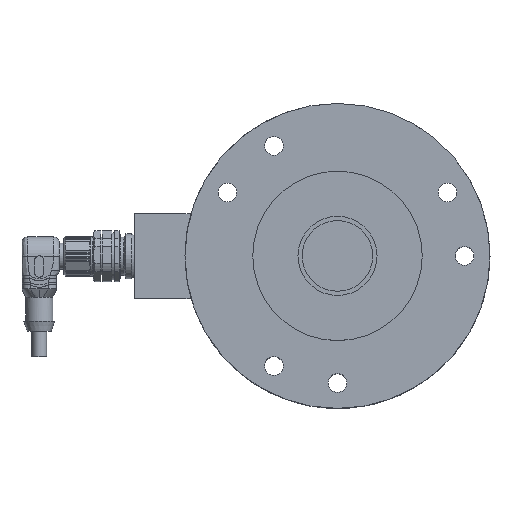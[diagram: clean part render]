
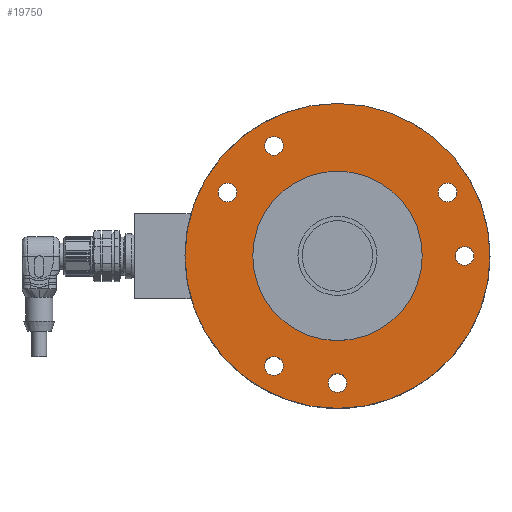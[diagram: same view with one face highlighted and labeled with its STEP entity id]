
A CAD part, top view. The second image highlights one B-rep face of the part: STEP entity #19750.
In plain terms, the highlighted planar face has unit normal (0, 0, 1).
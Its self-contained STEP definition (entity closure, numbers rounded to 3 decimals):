
#115 = EDGE_CURVE ( 'NONE', #13618, #13618, #11639, .T. ) ;
#210 = DIRECTION ( 'NONE',  ( 0., 1., 0. ) ) ;
#219 = DIRECTION ( 'NONE',  ( 0., -1., 0. ) ) ;
#1027 = AXIS2_PLACEMENT_3D ( 'NONE', #5800, #13736, #210 ) ;
#1147 = CARTESIAN_POINT ( 'NONE',  ( -38.971, 22.5, 4.25 ) ) ;
#1954 = CARTESIAN_POINT ( 'NONE',  ( 0., -45., 4.25 ) ) ;
#2011 = VERTEX_POINT ( 'NONE', #5241 ) ;
#2133 = CIRCLE ( 'NONE', #5297, 3.3 ) ;
#2232 = CARTESIAN_POINT ( 'NONE',  ( 0., 54., 4.25 ) ) ;
#3286 = AXIS2_PLACEMENT_3D ( 'NONE', #24016, #3315, #11269 ) ;
#3315 = DIRECTION ( 'NONE',  ( 0., 0., -1. ) ) ;
#4774 = EDGE_LOOP ( 'NONE', ( #16017 ) ) ;
#5241 = CARTESIAN_POINT ( 'NONE',  ( 45., -3.3, 4.25 ) ) ;
#5297 = AXIS2_PLACEMENT_3D ( 'NONE', #22454, #11562, #5468 ) ;
#5455 = VERTEX_POINT ( 'NONE', #9423 ) ;
#5468 = DIRECTION ( 'NONE',  ( 0., -1., 0. ) ) ;
#5759 = FACE_BOUND ( 'NONE', #22498, .T. ) ;
#5800 = CARTESIAN_POINT ( 'NONE',  ( 0., 0., 4.25 ) ) ;
#5876 = FACE_BOUND ( 'NONE', #11806, .T. ) ;
#6193 = EDGE_LOOP ( 'NONE', ( #14299 ) ) ;
#6292 = CIRCLE ( 'NONE', #18175, 3.3 ) ;
#6349 = CARTESIAN_POINT ( 'NONE',  ( 0., 30., 4.25 ) ) ;
#6703 = CIRCLE ( 'NONE', #16630, 3.3 ) ;
#7073 = EDGE_LOOP ( 'NONE', ( #12816 ) ) ;
#7491 = FACE_BOUND ( 'NONE', #4774, .T. ) ;
#7751 = EDGE_CURVE ( 'NONE', #2011, #2011, #6703, .T. ) ;
#8062 = VERTEX_POINT ( 'NONE', #2232 ) ;
#8264 = AXIS2_PLACEMENT_3D ( 'NONE', #20322, #16488, #10906 ) ;
#8301 = ORIENTED_EDGE ( 'NONE', *, *, #7751, .T. ) ;
#8663 = AXIS2_PLACEMENT_3D ( 'NONE', #9735, #11727, #14946 ) ;
#8799 = EDGE_LOOP ( 'NONE', ( #9888 ) ) ;
#9177 = CARTESIAN_POINT ( 'NONE',  ( -22.5, 35.671, 4.25 ) ) ;
#9210 = AXIS2_PLACEMENT_3D ( 'NONE', #1954, #20678, #219 ) ;
#9423 = CARTESIAN_POINT ( 'NONE',  ( 0., -48.3, 4.25 ) ) ;
#9735 = CARTESIAN_POINT ( 'NONE',  ( 0., 0., 4.25 ) ) ;
#9888 = ORIENTED_EDGE ( 'NONE', *, *, #19958, .T. ) ;
#9949 = ORIENTED_EDGE ( 'NONE', *, *, #11284, .F. ) ;
#10263 = DIRECTION ( 'NONE',  ( 0., -1., 0. ) ) ;
#10906 = DIRECTION ( 'NONE',  ( 0., -1., 0. ) ) ;
#11269 = DIRECTION ( 'NONE',  ( 0., -1., 0. ) ) ;
#11284 = EDGE_CURVE ( 'NONE', #13673, #13673, #12241, .T. ) ;
#11562 = DIRECTION ( 'NONE',  ( 0., 0., -1. ) ) ;
#11574 = EDGE_CURVE ( 'NONE', #17639, #17639, #6292, .T. ) ;
#11639 = CIRCLE ( 'NONE', #3286, 3.3 ) ;
#11704 = EDGE_CURVE ( 'NONE', #21357, #21357, #18947, .T. ) ;
#11727 = DIRECTION ( 'NONE',  ( 0., 0., 1. ) ) ;
#11806 = EDGE_LOOP ( 'NONE', ( #15754 ) ) ;
#12241 = CIRCLE ( 'NONE', #8663, 30. ) ;
#12816 = ORIENTED_EDGE ( 'NONE', *, *, #24463, .T. ) ;
#13113 = EDGE_LOOP ( 'NONE', ( #9949 ) ) ;
#13328 = PLANE ( 'NONE',  #17191 ) ;
#13455 = FACE_OUTER_BOUND ( 'NONE', #7073, .T. ) ;
#13618 = VERTEX_POINT ( 'NONE', #21181 ) ;
#13673 = VERTEX_POINT ( 'NONE', #6349 ) ;
#13736 = DIRECTION ( 'NONE',  ( 0., 0., 1. ) ) ;
#13987 = DIRECTION ( 'NONE',  ( 0., 0., -1. ) ) ;
#14299 = ORIENTED_EDGE ( 'NONE', *, *, #11574, .T. ) ;
#14879 = VERTEX_POINT ( 'NONE', #9177 ) ;
#14946 = DIRECTION ( 'NONE',  ( 0., 1., 0. ) ) ;
#15309 = FACE_BOUND ( 'NONE', #6193, .T. ) ;
#15435 = CARTESIAN_POINT ( 'NONE',  ( -30., 0., 4.25 ) ) ;
#15538 = CARTESIAN_POINT ( 'NONE',  ( 38.971, 19.2, 4.25 ) ) ;
#15737 = CARTESIAN_POINT ( 'NONE',  ( 45., 0., 4.25 ) ) ;
#15754 = ORIENTED_EDGE ( 'NONE', *, *, #11704, .T. ) ;
#16017 = ORIENTED_EDGE ( 'NONE', *, *, #20170, .T. ) ;
#16488 = DIRECTION ( 'NONE',  ( 0., 0., -1. ) ) ;
#16630 = AXIS2_PLACEMENT_3D ( 'NONE', #15737, #13987, #10263 ) ;
#17191 = AXIS2_PLACEMENT_3D ( 'NONE', #15435, #20879, #17415 ) ;
#17400 = CARTESIAN_POINT ( 'NONE',  ( -38.971, 19.2, 4.25 ) ) ;
#17415 = DIRECTION ( 'NONE',  ( 0., -1., 0. ) ) ;
#17639 = VERTEX_POINT ( 'NONE', #17400 ) ;
#18175 = AXIS2_PLACEMENT_3D ( 'NONE', #1147, #21981, #23827 ) ;
#18933 = ORIENTED_EDGE ( 'NONE', *, *, #115, .T. ) ;
#18947 = CIRCLE ( 'NONE', #8264, 3.3 ) ;
#19750 = ADVANCED_FACE ( 'NONE', ( #15309, #24461, #7491, #5759, #20750, #5876, #21010, #13455 ), #13328, .F. ) ;
#19900 = CIRCLE ( 'NONE', #9210, 3.3 ) ;
#19958 = EDGE_CURVE ( 'NONE', #14879, #14879, #2133, .T. ) ;
#20170 = EDGE_CURVE ( 'NONE', #5455, #5455, #19900, .T. ) ;
#20322 = CARTESIAN_POINT ( 'NONE',  ( 38.971, 22.5, 4.25 ) ) ;
#20678 = DIRECTION ( 'NONE',  ( 0., 0., -1. ) ) ;
#20750 = FACE_BOUND ( 'NONE', #23122, .T. ) ;
#20879 = DIRECTION ( 'NONE',  ( 0., 0., -1. ) ) ;
#21010 = FACE_BOUND ( 'NONE', #13113, .T. ) ;
#21181 = CARTESIAN_POINT ( 'NONE',  ( -22.5, -42.271, 4.25 ) ) ;
#21357 = VERTEX_POINT ( 'NONE', #15538 ) ;
#21981 = DIRECTION ( 'NONE',  ( 0., 0., -1. ) ) ;
#22454 = CARTESIAN_POINT ( 'NONE',  ( -22.5, 38.971, 4.25 ) ) ;
#22498 = EDGE_LOOP ( 'NONE', ( #18933 ) ) ;
#22803 = CIRCLE ( 'NONE', #1027, 54. ) ;
#23122 = EDGE_LOOP ( 'NONE', ( #8301 ) ) ;
#23827 = DIRECTION ( 'NONE',  ( 0., -1., 0. ) ) ;
#24016 = CARTESIAN_POINT ( 'NONE',  ( -22.5, -38.971, 4.25 ) ) ;
#24461 = FACE_BOUND ( 'NONE', #8799, .T. ) ;
#24463 = EDGE_CURVE ( 'NONE', #8062, #8062, #22803, .T. ) ;
